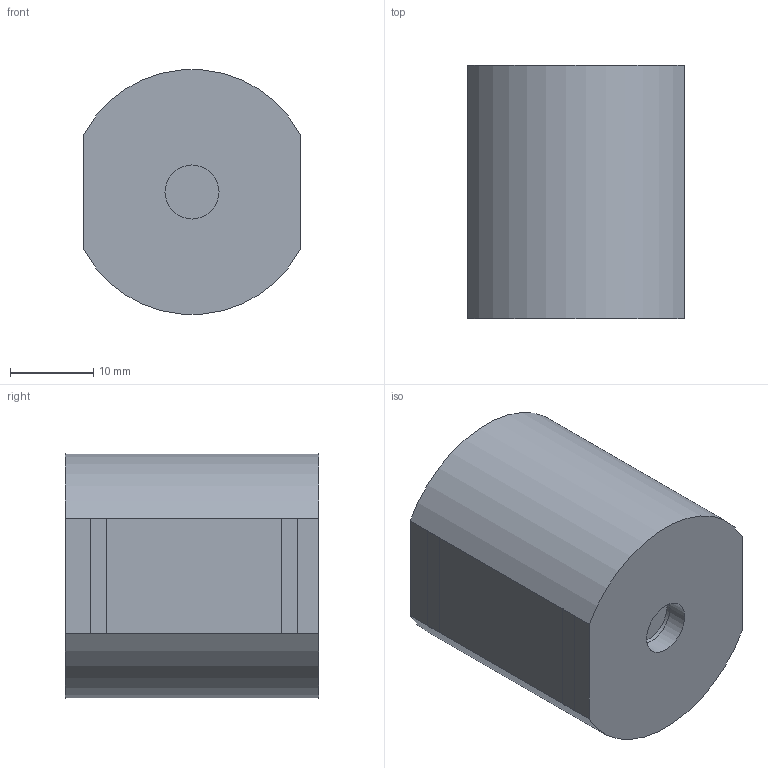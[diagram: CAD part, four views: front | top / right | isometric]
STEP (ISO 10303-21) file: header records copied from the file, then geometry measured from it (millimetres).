
FILE_DESCRIPTION(/* description */ (''),/* implementation_level */ '2;1');
FILE_NAME(/* name */ 'Silicone-Damper v1.step',/* time_stamp */ '2022-01-28T12:01:49+01:00',/* author */ (''),/* organization */ (''),/* preprocessor_version */ 'ST-DEVELOPER v18.1',/* originating_system */ 'Autodesk Translation Framework v10.13.0.1454',/* authorisation */ '');
FILE_SCHEMA (('AUTOMOTIVE_DESIGN { 1 0 10303 214 3 1 1 }'));
Length unit declared in the file: millimetre
Products named in the file (1): Silicone-Damper
Bounding box: 26 x 30.5 x 29.4 mm (x, y, z)
Volume: 21989.4 mm3; surface area: 7305.9 mm2
Topology: 3 solids, 3 shells, 74 faces, 186 edges, 124 vertices
Faces by surface type: plane 38, cylinder 36
Full cylindrical faces by diameter (mm): 6.5 x4, 15 x2
Entity records: 2319 total; most frequent: DIRECTION 408, CARTESIAN_POINT 385, ORIENTED_EDGE 372, EDGE_CURVE 186, AXIS2_PLACEMENT_3D 147, VERTEX_POINT 124, LINE 114, VECTOR 114
